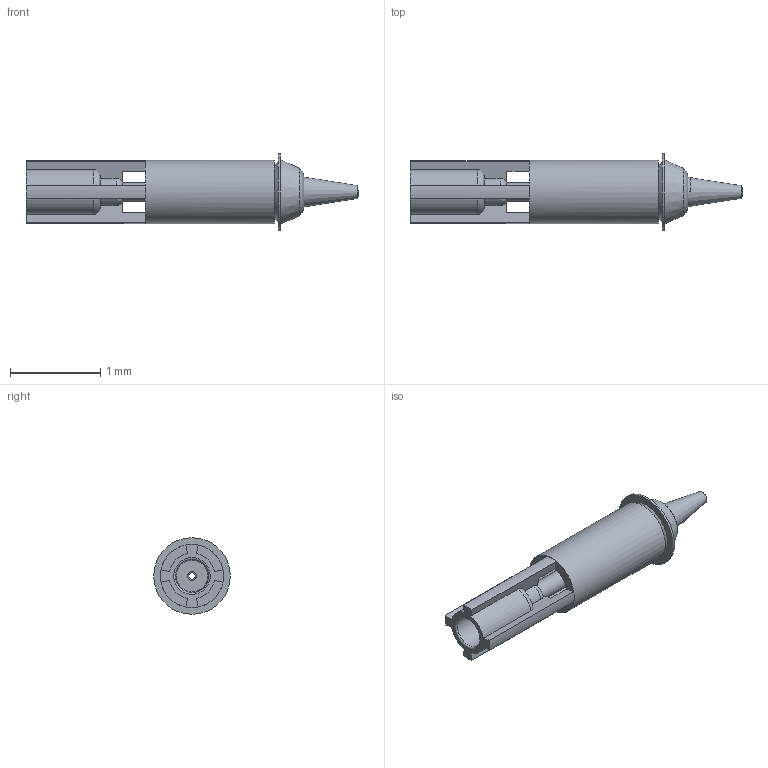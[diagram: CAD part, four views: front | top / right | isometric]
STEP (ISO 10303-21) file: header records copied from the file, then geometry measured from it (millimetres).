
FILE_DESCRIPTION(/* description */ (''),/* implementation_level */ '2;1');
FILE_NAME(/* name */ 'HVE_L_75_365_600_31.stp',/* time_stamp */ '2021-06-16T11:20:40+02:00',/* author */ ('vakilim'),/* organization */ (''),/* preprocessor_version */ 'ST-DEVELOPER v17',/* originating_system */ 'Autodesk Inventor 2018',/* authorisation */ '');
FILE_SCHEMA (('AUTOMOTIVE_DESIGN { 1 0 10303 214 3 1 1 }'));
Length unit declared in the file: millimetre
Products named in the file (1): HVE_L_75_365_600_31
Bounding box: 3.69 x 0.85 x 0.85 mm (x, y, z)
Volume: 0.6 mm3; surface area: 14.4 mm2
Topology: 1 solids, 1 shells, 138 faces, 418 edges, 273 vertices
Faces by surface type: bspline 40, plane 34, cylinder 29, cone 24, torus 11
Full cylindrical faces by diameter (mm): 0.075 x1, 0.1 x1, 0.21 x1, 0.358 x1, 0.366 x3, 0.466 x1, 0.7 x1, 0.85 x1
Entity records: 6906 total; most frequent: CARTESIAN_POINT 3337, ORIENTED_EDGE 836, DIRECTION 657, EDGE_CURVE 418, VERTEX_POINT 273, AXIS2_PLACEMENT_3D 268, CIRCLE 163, EDGE_LOOP 145
